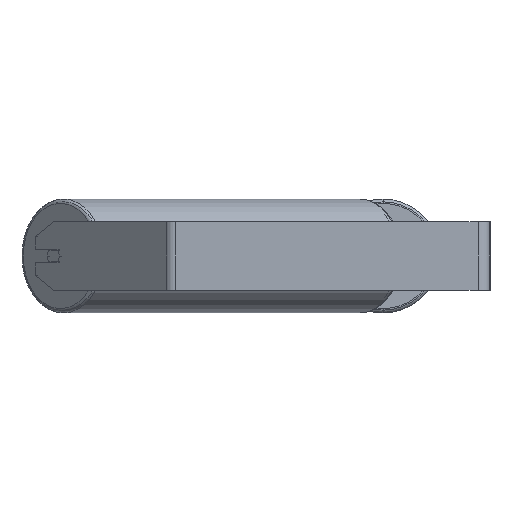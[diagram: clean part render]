
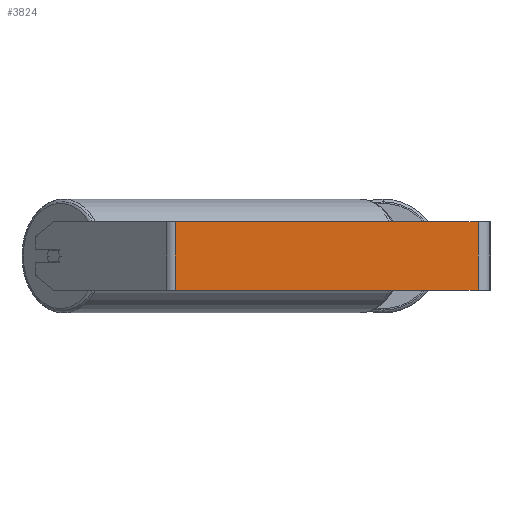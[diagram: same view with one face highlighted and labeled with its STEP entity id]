
A CAD part, left-side view. The second image highlights one B-rep face of the part: STEP entity #3824.
In plain terms, the highlighted planar face has unit normal (-1, 0, 0).
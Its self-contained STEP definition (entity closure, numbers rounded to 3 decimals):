
#102 = LINE ( 'NONE', #4236, #5030 ) ;
#141 = CARTESIAN_POINT ( 'NONE',  ( -800., 368.148, -40. ) ) ;
#814 = VECTOR ( 'NONE', #4023, 1000. ) ;
#890 = DIRECTION ( 'NONE',  ( 0., 0., -1. ) ) ;
#916 = DIRECTION ( 'NONE',  ( 0., -1., 0. ) ) ;
#1268 = DIRECTION ( 'NONE',  ( 1., 0., 0. ) ) ;
#1370 = EDGE_CURVE ( 'NONE', #4251, #5004, #4392, .T. ) ;
#1427 = CARTESIAN_POINT ( 'NONE',  ( -800., 368.148, 40. ) ) ;
#1675 = CARTESIAN_POINT ( 'NONE',  ( -800., 373.947, 40. ) ) ;
#1811 = ORIENTED_EDGE ( 'NONE', *, *, #1370, .F. ) ;
#1942 = LINE ( 'NONE', #6649, #814 ) ;
#2481 = AXIS2_PLACEMENT_3D ( 'NONE', #4596, #1268, #6547 ) ;
#2555 = CARTESIAN_POINT ( 'NONE',  ( -800., 14., -40. ) ) ;
#3083 = EDGE_CURVE ( 'NONE', #7179, #6527, #102, .T. ) ;
#3824 = ADVANCED_FACE ( 'NONE', ( #6013 ), #7350, .F. ) ;
#4023 = DIRECTION ( 'NONE',  ( 0., 0., -1. ) ) ;
#4059 = VECTOR ( 'NONE', #916, 1000. ) ;
#4236 = CARTESIAN_POINT ( 'NONE',  ( -800., 373.947, -40. ) ) ;
#4251 = VERTEX_POINT ( 'NONE', #4458 ) ;
#4319 = EDGE_CURVE ( 'NONE', #4251, #7179, #6971, .T. ) ;
#4392 = LINE ( 'NONE', #1675, #4059 ) ;
#4458 = CARTESIAN_POINT ( 'NONE',  ( -800., 368.148, 40. ) ) ;
#4553 = CARTESIAN_POINT ( 'NONE',  ( -800., 14., 40. ) ) ;
#4596 = CARTESIAN_POINT ( 'NONE',  ( -800., 373.947, 40. ) ) ;
#4882 = EDGE_LOOP ( 'NONE', ( #6874, #5490, #1811, #8235 ) ) ;
#4935 = DIRECTION ( 'NONE',  ( 0., -1., 0. ) ) ;
#5004 = VERTEX_POINT ( 'NONE', #4553 ) ;
#5030 = VECTOR ( 'NONE', #4935, 1000. ) ;
#5490 = ORIENTED_EDGE ( 'NONE', *, *, #7508, .F. ) ;
#6013 = FACE_OUTER_BOUND ( 'NONE', #4882, .T. ) ;
#6527 = VERTEX_POINT ( 'NONE', #2555 ) ;
#6547 = DIRECTION ( 'NONE',  ( 0., 0., -1. ) ) ;
#6649 = CARTESIAN_POINT ( 'NONE',  ( -800., 14., 40. ) ) ;
#6874 = ORIENTED_EDGE ( 'NONE', *, *, #3083, .T. ) ;
#6971 = LINE ( 'NONE', #1427, #7159 ) ;
#7159 = VECTOR ( 'NONE', #890, 1000. ) ;
#7179 = VERTEX_POINT ( 'NONE', #141 ) ;
#7350 = PLANE ( 'NONE',  #2481 ) ;
#7508 = EDGE_CURVE ( 'NONE', #5004, #6527, #1942, .T. ) ;
#8235 = ORIENTED_EDGE ( 'NONE', *, *, #4319, .T. ) ;
